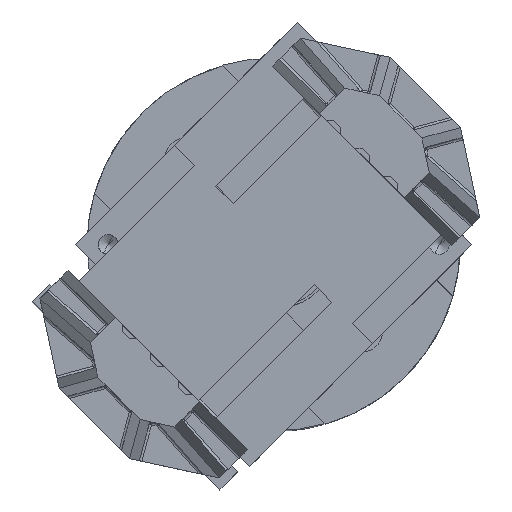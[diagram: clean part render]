
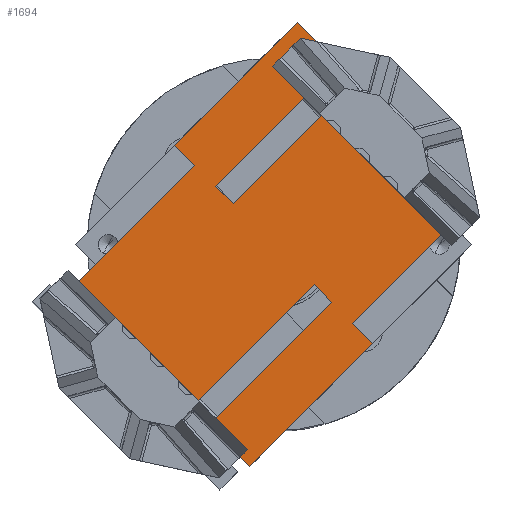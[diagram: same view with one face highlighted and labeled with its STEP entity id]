
A CAD part, top view. The second image highlights one B-rep face of the part: STEP entity #1694.
In plain terms, the highlighted planar face has unit normal (0, 0, 1).
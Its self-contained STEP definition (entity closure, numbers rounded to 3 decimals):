
#277=CARTESIAN_POINT('Vertex',(0.,-28.2,6.)) ;
#280=CARTESIAN_POINT('Line Origine',(-17.5,-28.2,6.)) ;
#284=CARTESIAN_POINT('Vertex',(-35.,-28.2,6.)) ;
#458=CARTESIAN_POINT('Vertex',(0.,28.2,6.)) ;
#462=CARTESIAN_POINT('Control Point',(35.,28.2,6.)) ;
#463=CARTESIAN_POINT('Control Point',(0.,28.2,6.)) ;
#464=CARTESIAN_POINT('Vertex',(35.,28.2,6.)) ;
#785=CARTESIAN_POINT('Vertex',(-35.,22.5,6.)) ;
#820=CARTESIAN_POINT('Vertex',(-35.,-11.5,6.)) ;
#823=CARTESIAN_POINT('Line Origine',(-35.,5.5,6.)) ;
#879=CARTESIAN_POINT('Vertex',(0.,22.5,6.)) ;
#882=CARTESIAN_POINT('Line Origine',(-17.5,22.5,6.)) ;
#943=CARTESIAN_POINT('Vertex',(35.,-22.5,6.)) ;
#978=CARTESIAN_POINT('Vertex',(35.,11.5,6.)) ;
#981=CARTESIAN_POINT('Line Origine',(35.,-5.5,6.)) ;
#1037=CARTESIAN_POINT('Vertex',(0.,-22.5,6.)) ;
#1040=CARTESIAN_POINT('Line Origine',(17.5,-22.5,6.)) ;
#1063=CARTESIAN_POINT('Vertex',(35.,16.5,6.)) ;
#1066=CARTESIAN_POINT('Line Origine',(17.5,16.5,6.)) ;
#1070=CARTESIAN_POINT('Vertex',(0.,16.5,6.)) ;
#1233=CARTESIAN_POINT('Vertex',(0.,-11.5,6.)) ;
#1240=CARTESIAN_POINT('Vertex',(0.,-16.5,6.)) ;
#1243=CARTESIAN_POINT('Line Origine',(0.,-14.,6.)) ;
#1264=CARTESIAN_POINT('Vertex',(0.,11.5,6.)) ;
#1267=CARTESIAN_POINT('Line Origine',(0.,14.,6.)) ;
#1330=CARTESIAN_POINT('Vertex',(-35.,-16.5,6.)) ;
#1333=CARTESIAN_POINT('Line Origine',(-17.5,-16.5,6.)) ;
#1408=CARTESIAN_POINT('Line Origine',(17.5,11.5,6.)) ;
#1466=CARTESIAN_POINT('Line Origine',(-17.5,-11.5,6.)) ;
#1562=CARTESIAN_POINT('Line Origine',(0.,25.35,6.)) ;
#1579=CARTESIAN_POINT('Line Origine',(35.,22.35,6.)) ;
#1654=CARTESIAN_POINT('Line Origine',(0.,-25.35,6.)) ;
#1666=CARTESIAN_POINT('Axis2P3D Location',(0.,0.,6.)) ;
#1671=CARTESIAN_POINT('Line Origine',(-35.,-22.35,6.)) ;
#281=DIRECTION('Vector Direction',(-1.,0.,0.)) ;
#824=DIRECTION('Vector Direction',(0.,-1.,0.)) ;
#883=DIRECTION('Vector Direction',(-1.,0.,0.)) ;
#982=DIRECTION('Vector Direction',(0.,1.,0.)) ;
#1041=DIRECTION('Vector Direction',(1.,0.,0.)) ;
#1067=DIRECTION('Vector Direction',(1.,0.,0.)) ;
#1244=DIRECTION('Vector Direction',(0.,1.,0.)) ;
#1268=DIRECTION('Vector Direction',(0.,-1.,0.)) ;
#1334=DIRECTION('Vector Direction',(-1.,0.,0.)) ;
#1409=DIRECTION('Vector Direction',(1.,0.,0.)) ;
#1467=DIRECTION('Vector Direction',(-1.,0.,0.)) ;
#1563=DIRECTION('Vector Direction',(0.,1.,0.)) ;
#1580=DIRECTION('Vector Direction',(0.,1.,0.)) ;
#1655=DIRECTION('Vector Direction',(0.,-1.,0.)) ;
#1667=DIRECTION('Axis2P3D Direction',(0.,-0.,1.)) ;
#1668=DIRECTION('Axis2P3D XDirection',(1.,0.,-0.)) ;
#1672=DIRECTION('Vector Direction',(0.,-1.,0.)) ;
#1669=AXIS2_PLACEMENT_3D('Plane Axis2P3D',#1666,#1667,#1668) ;
#1677=ORIENTED_EDGE('',*,*,#286,.T.) ;
#1678=ORIENTED_EDGE('',*,*,#1658,.F.) ;
#1679=ORIENTED_EDGE('',*,*,#1044,.T.) ;
#1680=ORIENTED_EDGE('',*,*,#985,.T.) ;
#1681=ORIENTED_EDGE('',*,*,#1412,.F.) ;
#1682=ORIENTED_EDGE('',*,*,#1271,.F.) ;
#1683=ORIENTED_EDGE('',*,*,#1072,.T.) ;
#1684=ORIENTED_EDGE('',*,*,#1583,.T.) ;
#1685=ORIENTED_EDGE('',*,*,#466,.T.) ;
#1686=ORIENTED_EDGE('',*,*,#1566,.F.) ;
#1687=ORIENTED_EDGE('',*,*,#886,.T.) ;
#1688=ORIENTED_EDGE('',*,*,#827,.T.) ;
#1689=ORIENTED_EDGE('',*,*,#1470,.F.) ;
#1690=ORIENTED_EDGE('',*,*,#1247,.F.) ;
#1691=ORIENTED_EDGE('',*,*,#1337,.T.) ;
#1692=ORIENTED_EDGE('',*,*,#1675,.T.) ;
#282=VECTOR('Line Direction',#281,1.) ;
#825=VECTOR('Line Direction',#824,1.) ;
#884=VECTOR('Line Direction',#883,1.) ;
#983=VECTOR('Line Direction',#982,1.) ;
#1042=VECTOR('Line Direction',#1041,1.) ;
#1068=VECTOR('Line Direction',#1067,1.) ;
#1245=VECTOR('Line Direction',#1244,1.) ;
#1269=VECTOR('Line Direction',#1268,1.) ;
#1335=VECTOR('Line Direction',#1334,1.) ;
#1410=VECTOR('Line Direction',#1409,1.) ;
#1468=VECTOR('Line Direction',#1467,1.) ;
#1564=VECTOR('Line Direction',#1563,1.) ;
#1581=VECTOR('Line Direction',#1580,1.) ;
#1656=VECTOR('Line Direction',#1655,1.) ;
#1673=VECTOR('Line Direction',#1672,1.) ;
#1694=ADVANCED_FACE('Cut-Extrude5',(#1693),#1670,.T.) ;
#461=B_SPLINE_CURVE_WITH_KNOTS('',1,(#462,#463),.UNSPECIFIED.,.F.,.U.,(2,2),(0.,35.),.UNSPECIFIED.) ;
#286=EDGE_CURVE('',#285,#278,#283,.F.) ;
#466=EDGE_CURVE('',#465,#459,#461,.T.) ;
#827=EDGE_CURVE('',#786,#821,#826,.T.) ;
#886=EDGE_CURVE('',#880,#786,#885,.T.) ;
#985=EDGE_CURVE('',#944,#979,#984,.T.) ;
#1044=EDGE_CURVE('',#1038,#944,#1043,.T.) ;
#1072=EDGE_CURVE('',#1071,#1064,#1069,.T.) ;
#1247=EDGE_CURVE('',#1241,#1234,#1246,.T.) ;
#1271=EDGE_CURVE('',#1071,#1265,#1270,.T.) ;
#1337=EDGE_CURVE('',#1241,#1331,#1336,.T.) ;
#1412=EDGE_CURVE('',#1265,#979,#1411,.T.) ;
#1470=EDGE_CURVE('',#1234,#821,#1469,.T.) ;
#1566=EDGE_CURVE('',#880,#459,#1565,.T.) ;
#1583=EDGE_CURVE('',#1064,#465,#1582,.T.) ;
#1658=EDGE_CURVE('',#1038,#278,#1657,.T.) ;
#1675=EDGE_CURVE('',#1331,#285,#1674,.T.) ;
#1676=EDGE_LOOP('',(#1677,#1678,#1679,#1680,#1681,#1682,#1683,#1684,#1685,#1686,#1687,#1688,#1689,#1690,#1691,#1692)) ;
#1693=FACE_OUTER_BOUND('',#1676,.T.) ;
#283=LINE('Line',#280,#282) ;
#826=LINE('Line',#823,#825) ;
#885=LINE('Line',#882,#884) ;
#984=LINE('Line',#981,#983) ;
#1043=LINE('Line',#1040,#1042) ;
#1069=LINE('Line',#1066,#1068) ;
#1246=LINE('Line',#1243,#1245) ;
#1270=LINE('Line',#1267,#1269) ;
#1336=LINE('Line',#1333,#1335) ;
#1411=LINE('Line',#1408,#1410) ;
#1469=LINE('Line',#1466,#1468) ;
#1565=LINE('Line',#1562,#1564) ;
#1582=LINE('Line',#1579,#1581) ;
#1657=LINE('Line',#1654,#1656) ;
#1674=LINE('Line',#1671,#1673) ;
#1670=PLANE('Plane',#1669) ;
#278=VERTEX_POINT('',#277) ;
#285=VERTEX_POINT('',#284) ;
#459=VERTEX_POINT('',#458) ;
#465=VERTEX_POINT('',#464) ;
#786=VERTEX_POINT('',#785) ;
#821=VERTEX_POINT('',#820) ;
#880=VERTEX_POINT('',#879) ;
#944=VERTEX_POINT('',#943) ;
#979=VERTEX_POINT('',#978) ;
#1038=VERTEX_POINT('',#1037) ;
#1064=VERTEX_POINT('',#1063) ;
#1071=VERTEX_POINT('',#1070) ;
#1234=VERTEX_POINT('',#1233) ;
#1241=VERTEX_POINT('',#1240) ;
#1265=VERTEX_POINT('',#1264) ;
#1331=VERTEX_POINT('',#1330) ;
